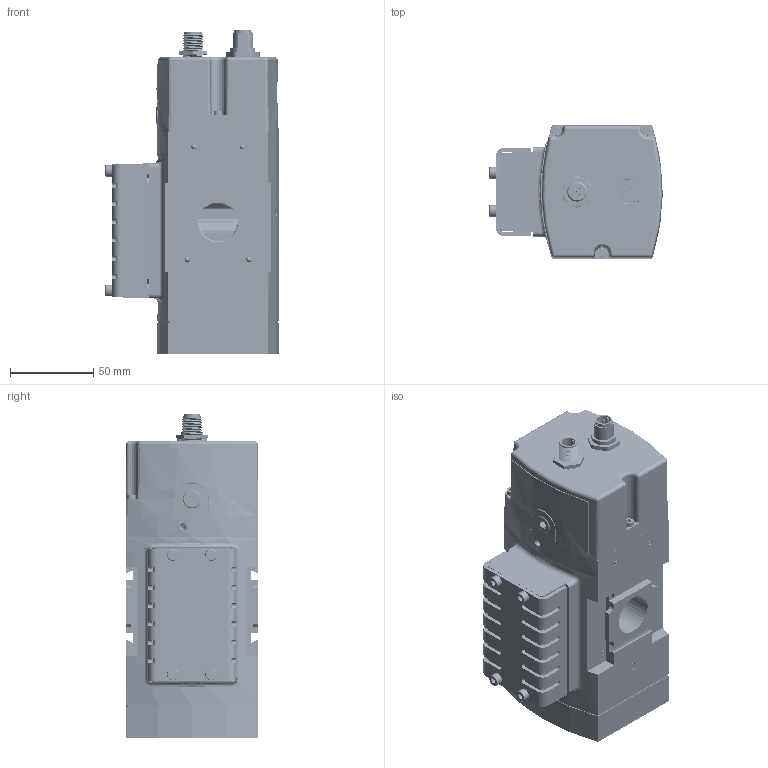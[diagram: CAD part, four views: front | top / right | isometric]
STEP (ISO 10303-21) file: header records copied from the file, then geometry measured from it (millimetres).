
FILE_DESCRIPTION(/* description */ ('AS3-SV-Version 5'),/* implementation_level */ '2;1');
FILE_NAME(/* name */ 'M35_Parker',/* time_stamp */ '2017-10-11T19:09:35+06:00',/* author */ ('Sivakumars'),/* organization */ ('RossControls'),/* preprocessor_version */ 'ST-DEVELOPER v16.7',/* originating_system */ 'DEX',/* authorisation */ $);
FILE_SCHEMA (('AUTOMOTIVE_DESIGN {1 0 10303 214 3 1 1}'));
Products named in the file (45): MCF1NA24A3X_PARKER; 2040B05; 2440C75; 2384C41; 2407C25; 1527B79; 171j30; 267J36; 508B99; 404b99; 319b08; 521a32; 1637b25; 272a30; 2043B05; 908J15; 101J15; 1097B89; 2042C05-B; 1167B11; PTFE_Member; Button Head, Hex, 6-32 UNC x 0.25; 022013037; 1059B26-A; 727B94; 1613PDN001; 1166A11; 1305A30; 105J15 Oval; 125j36; 378J36; 416J36; 495a13_oa_0; 104J27; 678b25; 1613PDN002; 131j22; 68.6RE; 155a19; 336B08 ...
Assembly tree (81 placements, depth 4):
  MCF1NA24A3X_PARKER
    2040B05
    2440C75
      2384C41
      2407C25
      1527B79  x2
      171j30  x6
      267J36  x3
      508B99  x2
        404b99
        319b08
        521a32
        1637b25
      272a30  x3
      2043B05
      908J15  x2
      101J15  x2
      1097B89
        2042C05-B
        1167B11
        PTFE_Member
        Button Head, Hex, 6-32 UNC x 0.25
        022013037  x2
        1059B26-A
        727B94
        1613PDN001
      1166A11
      1305A30
      105J15 Oval  x2
      125j36  x4
      378J36  x4
      416J36  x6
      495a13_oa_0
      104J27
      678b25  x2
      1613PDN002
      131j22  x2
      68.6RE  x2
      155a19  x2
      336B08  x2
      Mesh wire
      212j15  x2
      208j15  x2
      495a13_oa_1
      022013047
    125j36  x4
Bounding box: 104.28 x 80.01 x 194.95 mm (x, y, z)
Volume: 725870.2 mm3; surface area: 289354 mm2
Topology: 84 solids, 84 shells, 3612 faces, 9306 edges, 5969 vertices
Faces by surface type: plane 1814, cylinder 1173, bspline 254, torus 170, cone 144, sphere 57
Full cylindrical faces by diameter (mm): 0.254 x9, 0.6 x6, 0.65 x2, 0.7 x5, 0.75 x5, 0.8 x2, 0.889 x2, 1 x9, 1.02 x6, 1.2 x5, 1.25 x5, 1.3 x5, 1.5 x2, 1.981 x6, 2 x19, 2.5 x11, 2.642 x10, 2.692 x161, 2.7 x1, 2.908 x2, 3 x23, 3.048 x4, 3.175 x2, 3.188 x2, 3.3 x28, 3.302 x2, 3.353 x2, 3.378 x8, 3.4 x3, 3.505 x1
Entity records: 127804 total; most frequent: CARTESIAN_POINT 44860, DIRECTION 14312, ORIENTED_EDGE 13664, EDGE_CURVE 6832, AXIS2_PLACEMENT_3D 5338, VERTEX_POINT 4699, FACE_BOUND 4161, EDGE_LOOP 4126
